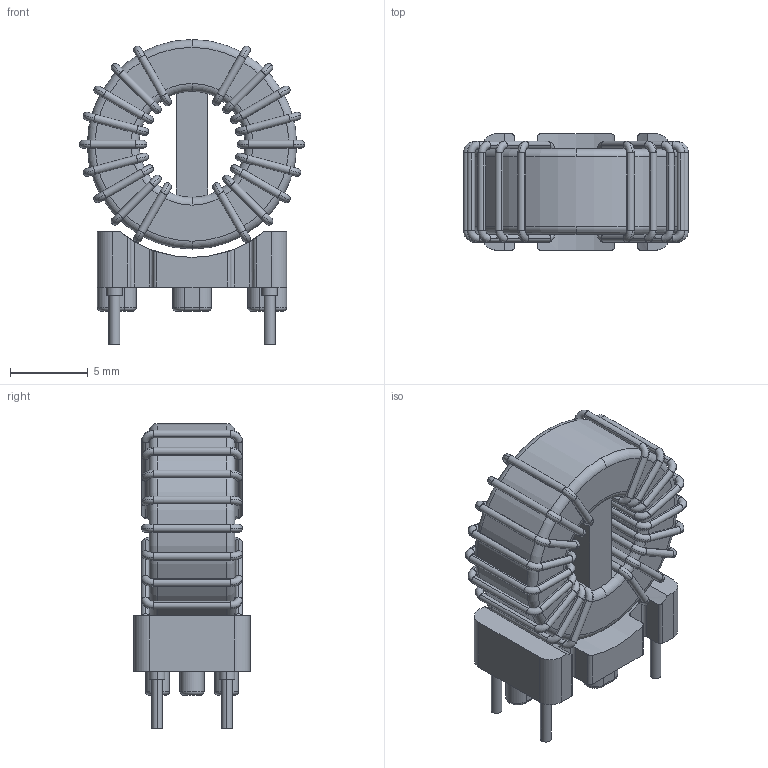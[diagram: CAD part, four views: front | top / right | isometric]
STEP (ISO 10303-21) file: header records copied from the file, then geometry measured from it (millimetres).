
FILE_DESCRIPTION((''),'2;1');
FILE_NAME('IND_WURTH_WE-CMB-XS_a.stp','2013-01-10T10:48:29',(''),(''),'Mechanical Desktop 2011','Mechanical Desktop 2011',', , ');
FILE_SCHEMA(('AUTOMOTIVE_DESIGN { 1 2 10303 214 1 1 1 1 }'));
Length unit declared in the file: millimetre
Products named in the file (1): Product
Bounding box: 14.52 x 7.5 x 19.65 mm (x, y, z)
Volume: 954 mm3; surface area: 1593.8 mm2
Topology: 33 solids, 33 shells, 424 faces, 1170 edges, 776 vertices
Faces by surface type: cylinder 203, torus 160, plane 61
Entity records: 14293 total; most frequent: DIRECTION 2870, CARTESIAN_POINT 2515, ORIENTED_EDGE 2340, AXIS2_PLACEMENT_3D 1291, EDGE_CURVE 1170, CIRCLE 866, VERTEX_POINT 776, EDGE_LOOP 426
